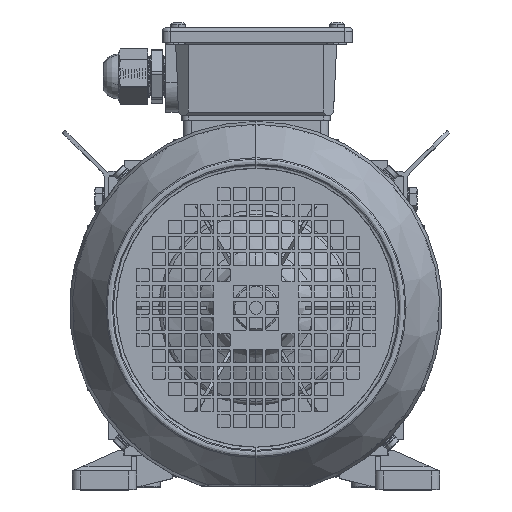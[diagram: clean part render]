
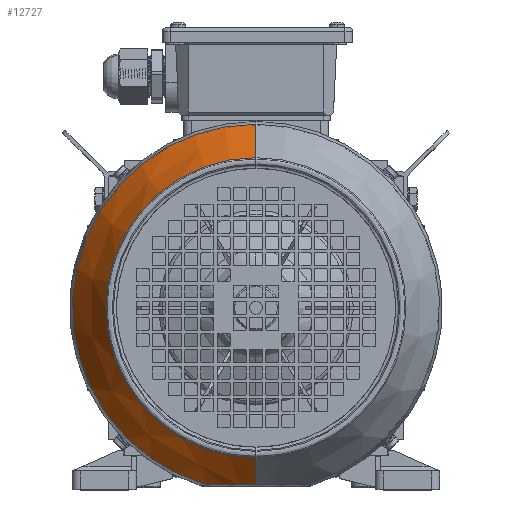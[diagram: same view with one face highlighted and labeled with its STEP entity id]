
A CAD part, top view. The second image highlights one B-rep face of the part: STEP entity #12727.
In plain terms, the highlighted conical face has half-angle 30 degrees and reference radius 113.258 mm.
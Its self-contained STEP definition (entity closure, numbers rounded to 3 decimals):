
#935 = VERTEX_POINT ( 'NONE', #120543 ) ;
#1585 = CARTESIAN_POINT ( 'NONE',  ( -26.369, -127.036, 375.912 ) ) ;
#1630 = CIRCLE ( 'NONE', #128960, 92.598 ) ;
#11661 = CIRCLE ( 'NONE', #39582, 113.258 ) ;
#12727 = ADVANCED_FACE ( 'NONE', ( #123158 ), #20291, .T. ) ;
#14049 = VERTEX_POINT ( 'NONE', #44573 ) ;
#14154 = CARTESIAN_POINT ( 'NONE',  ( -19.78, -127.067, 377.126 ) ) ;
#16615 = CARTESIAN_POINT ( 'NONE',  ( -27.4, -127.031, 375.665 ) ) ;
#16848 = ORIENTED_EDGE ( 'NONE', *, *, #123725, .T. ) ;
#20291 = CONICAL_SURFACE ( 'NONE', #52453, 113.258, 0.524 ) ;
#21592 = CARTESIAN_POINT ( 'NONE',  ( -10.884, 74.849, 406.709 ) ) ;
#23816 = LINE ( 'NONE', #56810, #52884 ) ;
#25995 = VERTEX_POINT ( 'NONE', #150952 ) ;
#29119 = CARTESIAN_POINT ( 'NONE',  ( -28.469, -127.024, 375.394 ) ) ;
#30358 = CARTESIAN_POINT ( 'NONE',  ( -41.025, -126.923, 370.925 ) ) ;
#30975 = CARTESIAN_POINT ( 'NONE',  ( -26.406, -127.036, 375.904 ) ) ;
#31653 = EDGE_CURVE ( 'NONE', #36446, #14049, #125033, .T. ) ;
#34714 = CARTESIAN_POINT ( 'NONE',  ( -10.884, -131.007, 370.925 ) ) ;
#36446 = VERTEX_POINT ( 'NONE', #86728 ) ;
#37016 = VERTEX_POINT ( 'NONE', #21592 ) ;
#37379 = ORIENTED_EDGE ( 'NONE', *, *, #51830, .T. ) ;
#39582 = AXIS2_PLACEMENT_3D ( 'NONE', #140564, #69497, #141779 ) ;
#42912 = CARTESIAN_POINT ( 'NONE',  ( -23.783, -127.05, 376.478 ) ) ;
#43729 = EDGE_CURVE ( 'NONE', #935, #14049, #140078, .T. ) ;
#44573 = CARTESIAN_POINT ( 'NONE',  ( -10.884, -127.079, 377.729 ) ) ;
#46806 = VECTOR ( 'NONE', #106435, 1000. ) ;
#51830 = EDGE_CURVE ( 'NONE', #25995, #935, #11661, .T. ) ;
#52453 = AXIS2_PLACEMENT_3D ( 'NONE', #158945, #130206, #158305 ) ;
#52884 = VECTOR ( 'NONE', #69991, 1000. ) ;
#55175 = ORIENTED_EDGE ( 'NONE', *, *, #43729, .T. ) ;
#56810 = CARTESIAN_POINT ( 'NONE',  ( -10.884, 95.509, 370.925 ) ) ;
#59065 = CARTESIAN_POINT ( 'NONE',  ( -26.597, -127.035, 375.859 ) ) ;
#59314 = ORIENTED_EDGE ( 'NONE', *, *, #99636, .T. ) ;
#59669 = CARTESIAN_POINT ( 'NONE',  ( -12.171, -127.079, 377.719 ) ) ;
#69497 = DIRECTION ( 'NONE',  ( 0., 0., 1. ) ) ;
#69991 = DIRECTION ( 'NONE',  ( 0., 0.5, -0.866 ) ) ;
#71621 = CARTESIAN_POINT ( 'NONE',  ( -31.219, -127.006, 374.617 ) ) ;
#72837 = CARTESIAN_POINT ( 'NONE',  ( -19.298, -127.068, 377.188 ) ) ;
#74074 = CARTESIAN_POINT ( 'NONE',  ( -18.976, -127.069, 377.228 ) ) ;
#82439 = CARTESIAN_POINT ( 'NONE',  ( -10.884, -17.749, 406.709 ) ) ;
#83664 = DIRECTION ( 'NONE',  ( 0., -1., 0. ) ) ;
#86728 = CARTESIAN_POINT ( 'NONE',  ( -10.884, -110.347, 406.709 ) ) ;
#87170 = CARTESIAN_POINT ( 'NONE',  ( -17.348, -127.074, 377.421 ) ) ;
#99636 = EDGE_CURVE ( 'NONE', #37016, #25995, #23816, .T. ) ;
#99653 = CARTESIAN_POINT ( 'NONE',  ( -36.11, -126.969, 372.984 ) ) ;
#101449 = CARTESIAN_POINT ( 'NONE',  ( -16.048, -127.076, 377.536 ) ) ;
#106435 = DIRECTION ( 'NONE',  ( 0., -0.5, -0.866 ) ) ;
#116476 = CARTESIAN_POINT ( 'NONE',  ( -26.865, -127.034, 375.795 ) ) ;
#120543 = CARTESIAN_POINT ( 'NONE',  ( -41.025, -126.923, 370.925 ) ) ;
#123158 = FACE_OUTER_BOUND ( 'NONE', #151949, .T. ) ;
#123725 = EDGE_CURVE ( 'NONE', #36446, #37016, #1630, .T. ) ;
#125033 = LINE ( 'NONE', #34714, #46806 ) ;
#128960 = AXIS2_PLACEMENT_3D ( 'NONE', #82439, #182254, #83664 ) ;
#129522 = CARTESIAN_POINT ( 'NONE',  ( -21.865, -127.059, 376.814 ) ) ;
#130143 = CARTESIAN_POINT ( 'NONE',  ( -32.441, -126.997, 374.234 ) ) ;
#130206 = DIRECTION ( 'NONE',  ( 0., 0., -1. ) ) ;
#130769 = CARTESIAN_POINT ( 'NONE',  ( -18.817, -127.07, 377.247 ) ) ;
#140078 = B_SPLINE_CURVE_WITH_KNOTS ( 'NONE', 3,
 ( #30358, #143880, #99653, #130143, #71621, #173230, #29119, #16615, #116476, #59065, #171383, #30975, #1585, #172605, #42912, #129522, #158250, #14154, #72837, #74074, #130769, #87170, #101449, #145114, #158879, #59669, #159516, #143255 ),
 .UNSPECIFIED., .F., .F.,
 ( 4, 2, 2, 1, 1, 1, 1, 2, 2, 2, 1, 1, 2, 2, 2, 2, 4 ),
 ( 0., 0.125, 0.188, 0.219, 0.235, 0.242, 0.246, 0.248, 0.25, 0.313, 0.344, 0.36, 0.367, 0.375, 0.438, 0.469, 0.5 ),
 .UNSPECIFIED. ) ;
#140564 = CARTESIAN_POINT ( 'NONE',  ( -10.884, -17.749, 370.925 ) ) ;
#141779 = DIRECTION ( 'NONE',  ( 0., -1., 0. ) ) ;
#143255 = CARTESIAN_POINT ( 'NONE',  ( -10.884, -127.079, 377.729 ) ) ;
#143880 = CARTESIAN_POINT ( 'NONE',  ( -38.561, -126.947, 372.02 ) ) ;
#145114 = CARTESIAN_POINT ( 'NONE',  ( -14.107, -127.078, 377.652 ) ) ;
#150952 = CARTESIAN_POINT ( 'NONE',  ( -10.884, 95.509, 370.925 ) ) ;
#151949 = EDGE_LOOP ( 'NONE', ( #16848, #59314, #37379, #55175, #180434 ) ) ;
#158250 = CARTESIAN_POINT ( 'NONE',  ( -20.904, -127.063, 376.969 ) ) ;
#158305 = DIRECTION ( 'NONE',  ( 0., -1., 0. ) ) ;
#158879 = CARTESIAN_POINT ( 'NONE',  ( -13.461, -127.079, 377.681 ) ) ;
#158945 = CARTESIAN_POINT ( 'NONE',  ( -10.884, -17.749, 370.925 ) ) ;
#159516 = CARTESIAN_POINT ( 'NONE',  ( -11.526, -127.079, 377.729 ) ) ;
#171383 = CARTESIAN_POINT ( 'NONE',  ( -26.483, -127.036, 375.886 ) ) ;
#172605 = CARTESIAN_POINT ( 'NONE',  ( -25.058, -127.044, 376.218 ) ) ;
#173230 = CARTESIAN_POINT ( 'NONE',  ( -29.386, -127.018, 375.143 ) ) ;
#180434 = ORIENTED_EDGE ( 'NONE', *, *, #31653, .F. ) ;
#182254 = DIRECTION ( 'NONE',  ( 0., 0., -1. ) ) ;
